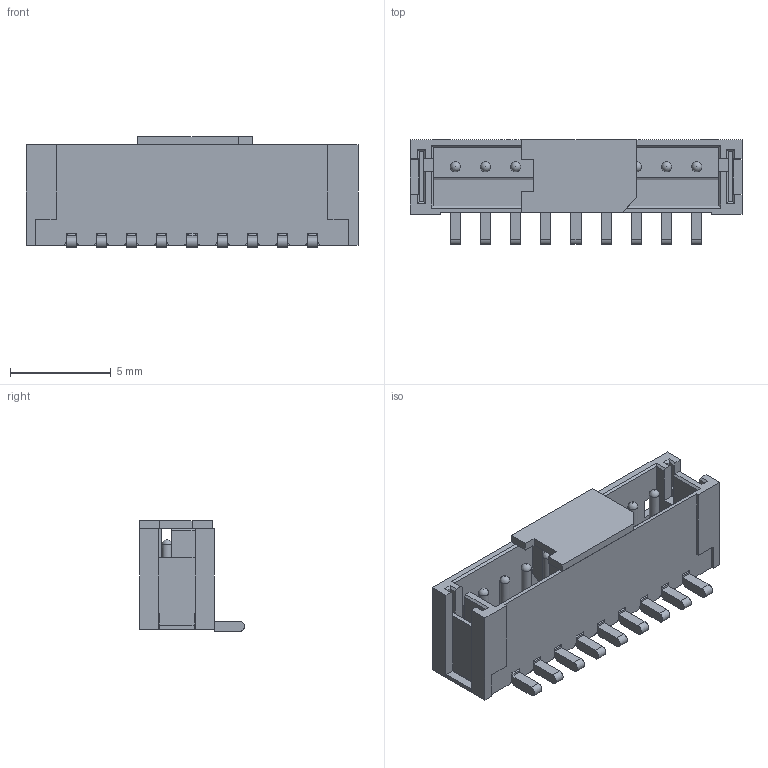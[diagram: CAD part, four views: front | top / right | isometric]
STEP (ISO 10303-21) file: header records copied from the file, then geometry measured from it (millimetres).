
FILE_DESCRIPTION(/* description */ ('Unknown'),/* implementation_level */ '2;1');
FILE_NAME(/* name */ '679309124022',/* time_stamp */ '2018-10-30T17:17:22+01:00',/* author */ ('Unknown'),/* organization */ ('Unknown'),/* preprocessor_version */ 'ST-DEVELOPER v16.7',/* originating_system */ 'DEX',/* authorisation */ $);
FILE_SCHEMA (('AUTOMOTIVE_DESIGN {1 0 10303 214 3 1 1}'));
Length unit declared in the file: millimetre
Products named in the file (5): 6793xx124022; 679309124022; 6793xx124022_PIN; 6793xx124022_CAP; 6793xx124022_PATTE
Assembly tree (13 placements, depth 2):
  6793xx124022
    679309124022
    6793xx124022_PIN  x9
    6793xx124022_CAP
    6793xx124022_PATTE  x2
Bounding box: 16.5 x 5.2 x 5.5 mm (x, y, z)
Volume: 151.8 mm3; surface area: 775.5 mm2
Topology: 13 solids, 13 shells, 413 faces, 1109 edges, 686 vertices
Faces by surface type: plane 297, cylinder 53, bspline 36, torus 27
Full cylindrical faces by diameter (mm): 0.5 x18
Entity records: 6680 total; most frequent: CARTESIAN_POINT 1217, ORIENTED_EDGE 1112, DIRECTION 1056, EDGE_CURVE 556, LINE 478, VECTOR 478, VERTEX_POINT 370, AXIS2_PLACEMENT_3D 289
